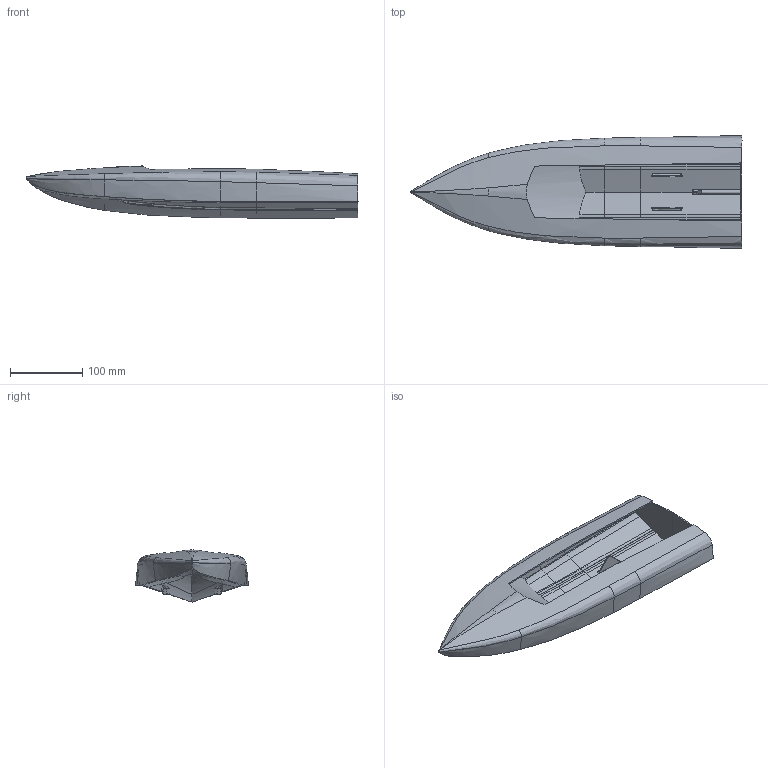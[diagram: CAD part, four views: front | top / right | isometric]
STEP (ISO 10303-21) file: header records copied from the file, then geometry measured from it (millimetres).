
FILE_DESCRIPTION(/* description */ (''),/* implementation_level */ '2;1');
FILE_NAME(/* name */ 'hull.step',/* time_stamp */ '2018-10-03T21:44:54+02:00',/* author */ ('wersy'),/* organization */ (''),/* preprocessor_version */ 'ST-DEVELOPER v17.2',/* originating_system */ 'Autodesk Translation Framework v7.6.0.251',/* authorisation */ '');
FILE_SCHEMA (('AUTOMOTIVE_DESIGN { 1 0 10303 214 3 1 1 }'));
Length unit declared in the file: millimetre
Products named in the file (1): hull
Bounding box: 458.36 x 155.91 x 71.95 mm (x, y, z)
Volume: 982430.1 mm3; surface area: 218928.1 mm2
Topology: 1 solids, 1 shells, 194 faces, 549 edges, 358 vertices
Faces by surface type: bspline 141, plane 38, cylinder 14, cone 1
Full cylindrical faces by diameter (mm): 1.5 x1, 1.6 x6, 4 x1
Entity records: 23420 total; most frequent: CARTESIAN_POINT 19627, ORIENTED_EDGE 1080, EDGE_CURVE 540, B_SPLINE_CURVE_WITH_KNOTS 432, VERTEX_POINT 358, DIRECTION 273, EDGE_LOOP 204, FACE_OUTER_BOUND 194
